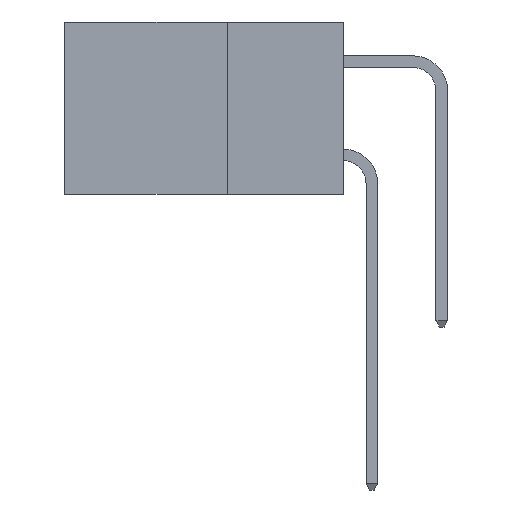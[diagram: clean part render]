
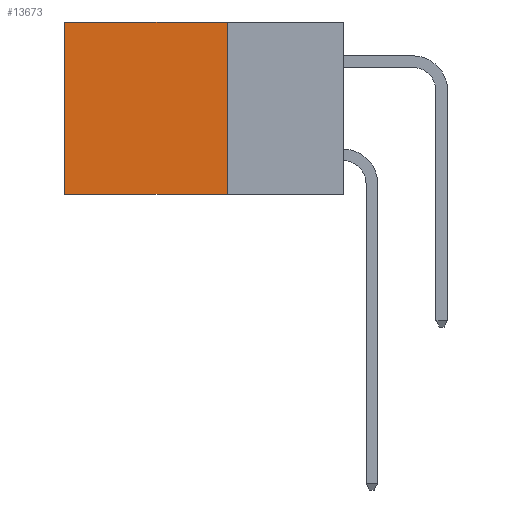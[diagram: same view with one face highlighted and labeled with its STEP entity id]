
A CAD part, left-side view. The second image highlights one B-rep face of the part: STEP entity #13673.
In plain terms, the highlighted planar face has unit normal (-1, 0, 0).
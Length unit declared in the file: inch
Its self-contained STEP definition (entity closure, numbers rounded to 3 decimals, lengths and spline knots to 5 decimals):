
#1087 = DIRECTION ( 'NONE',  ( 1., 0., 0. ) ) ;
#1711 = EDGE_CURVE ( 'NONE', #23072, #10782, #25427, .T. ) ;
#2971 = CARTESIAN_POINT ( 'NONE',  ( 0.2615, 0.6, 0. ) ) ;
#3335 = VECTOR ( 'NONE', #22018, 39.37008 ) ;
#4417 = EDGE_LOOP ( 'NONE', ( #4737, #9147, #9089, #4782 ) ) ;
#4737 = ORIENTED_EDGE ( 'NONE', *, *, #5393, .T. ) ;
#4782 = ORIENTED_EDGE ( 'NONE', *, *, #13662, .T. ) ;
#5393 = EDGE_CURVE ( 'NONE', #8100, #10782, #22696, .T. ) ;
#6155 = VERTEX_POINT ( 'NONE', #10762 ) ;
#8100 = VERTEX_POINT ( 'NONE', #2971 ) ;
#8279 = FACE_OUTER_BOUND ( 'NONE', #4417, .T. ) ;
#8331 = CARTESIAN_POINT ( 'NONE',  ( 0.2615, 0.6, -0.37 ) ) ;
#9089 = ORIENTED_EDGE ( 'NONE', *, *, #17633, .F. ) ;
#9147 = ORIENTED_EDGE ( 'NONE', *, *, #1711, .F. ) ;
#9433 = PLANE ( 'NONE',  #16158 ) ;
#10762 = CARTESIAN_POINT ( 'NONE',  ( 0.2615, 0.25, 0. ) ) ;
#10782 = VERTEX_POINT ( 'NONE', #15367 ) ;
#12183 = CARTESIAN_POINT ( 'NONE',  ( 0.2615, 0.25, -0.37 ) ) ;
#12207 = VECTOR ( 'NONE', #22989, 39.37008 ) ;
#13167 = DIRECTION ( 'NONE',  ( 0., 0., -1. ) ) ;
#13662 = EDGE_CURVE ( 'NONE', #6155, #8100, #14504, .T. ) ;
#13673 = ADVANCED_FACE ( 'NONE', ( #8279 ), #9433, .F. ) ;
#13687 = CARTESIAN_POINT ( 'NONE',  ( 0.2615, 0.25, -0.37 ) ) ;
#14504 = LINE ( 'NONE', #19905, #3335 ) ;
#15367 = CARTESIAN_POINT ( 'NONE',  ( 0.2615, 0.6, -0.37 ) ) ;
#15451 = VECTOR ( 'NONE', #13167, 39.37008 ) ;
#15769 = DIRECTION ( 'NONE',  ( 0., 0., -1. ) ) ;
#16158 = AXIS2_PLACEMENT_3D ( 'NONE', #13687, #1087, #15769 ) ;
#16830 = DIRECTION ( 'NONE',  ( 0., 1., 0. ) ) ;
#17633 = EDGE_CURVE ( 'NONE', #6155, #23072, #21016, .T. ) ;
#19905 = CARTESIAN_POINT ( 'NONE',  ( 0.2615, 0.25, 0. ) ) ;
#19933 = VECTOR ( 'NONE', #16830, 39.37008 ) ;
#21016 = LINE ( 'NONE', #25633, #15451 ) ;
#21179 = CARTESIAN_POINT ( 'NONE',  ( 0.2615, 0.25, -0.37 ) ) ;
#22018 = DIRECTION ( 'NONE',  ( 0., 1., 0. ) ) ;
#22696 = LINE ( 'NONE', #8331, #12207 ) ;
#22989 = DIRECTION ( 'NONE',  ( 0., 0., -1. ) ) ;
#23072 = VERTEX_POINT ( 'NONE', #21179 ) ;
#25427 = LINE ( 'NONE', #12183, #19933 ) ;
#25633 = CARTESIAN_POINT ( 'NONE',  ( 0.2615, 0.25, -0.37 ) ) ;
